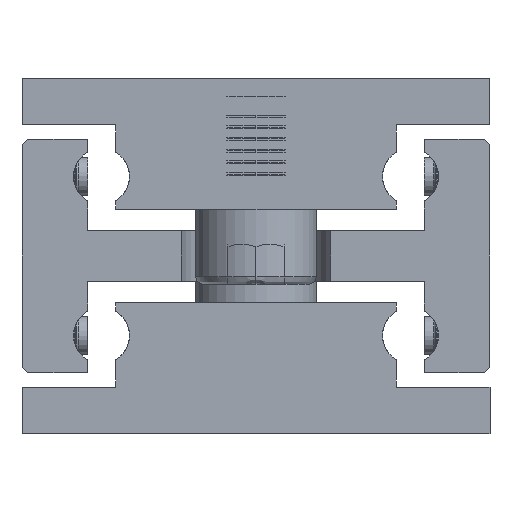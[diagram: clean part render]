
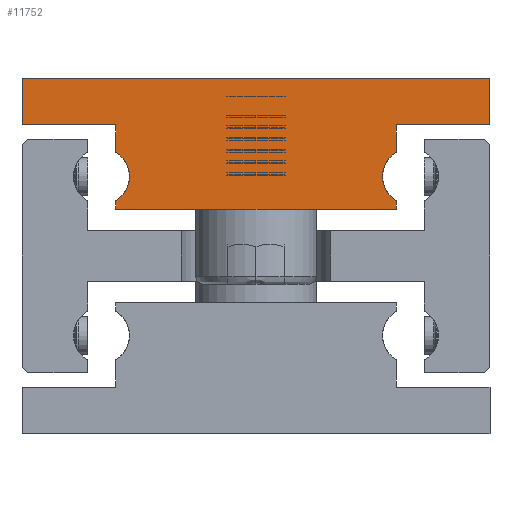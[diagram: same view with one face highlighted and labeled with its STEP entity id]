
A CAD part, front view. The second image highlights one B-rep face of the part: STEP entity #11752.
In plain terms, the highlighted planar face has unit normal (0, -1, 0).
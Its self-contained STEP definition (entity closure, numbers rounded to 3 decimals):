
#11289=CARTESIAN_POINT('',(15.0,-575.0,2.598));
#11290=VERTEX_POINT('',#11289);
#11297=CARTESIAN_POINT('',(13.5,-575.0,0.));
#11298=VERTEX_POINT('',#11297);
#11299=CARTESIAN_POINT('',(16.5,-575.0,0.0));
#11300=DIRECTION('',(0.0,1.0,0.0));
#11301=DIRECTION('',(1.0,0.0,0.0));
#11302=AXIS2_PLACEMENT_3D('',#11299,#11300,#11301);
#11303=CIRCLE('',#11302,3.0);
#11304=EDGE_CURVE('',#11298,#11290,#11303,.T.);
#11342=CARTESIAN_POINT('',(-13.5,-575.0,0.));
#11343=VERTEX_POINT('',#11342);
#11350=CARTESIAN_POINT('',(-15.0,-575.0,2.598));
#11351=VERTEX_POINT('',#11350);
#11352=CARTESIAN_POINT('',(-16.5,-575.0,0.0));
#11353=DIRECTION('',(0.0,1.0,0.0));
#11354=DIRECTION('',(1.0,0.0,0.0));
#11355=AXIS2_PLACEMENT_3D('',#11352,#11353,#11354);
#11356=CIRCLE('',#11355,3.0);
#11357=EDGE_CURVE('',#11351,#11343,#11356,.T.);
#11641=CARTESIAN_POINT('',(0.,-575.0,4.906));
#11642=DIRECTION('',(0.0,1.0,0.0));
#11643=DIRECTION('',(0.0,0.0,1.0));
#11644=AXIS2_PLACEMENT_3D('',#11641,#11642,#11643);
#11645=PLANE('',#11644);
#11646=CARTESIAN_POINT('',(15.0,-575.0,-2.598));
#11647=VERTEX_POINT('',#11646);
#11648=CARTESIAN_POINT('',(16.5,-575.0,0.0));
#11649=DIRECTION('',(0.0,1.0,0.0));
#11650=DIRECTION('',(1.0,0.0,0.0));
#11651=AXIS2_PLACEMENT_3D('',#11648,#11649,#11650);
#11652=CIRCLE('',#11651,3.0);
#11653=EDGE_CURVE('',#11647,#11298,#11652,.T.);
#11654=ORIENTED_EDGE('',*,*,#11653,.T.);
#11655=ORIENTED_EDGE('',*,*,#11304,.T.);
#11656=CARTESIAN_POINT('',(15.0,-575.0,5.5));
#11657=VERTEX_POINT('',#11656);
#11658=CARTESIAN_POINT('',(15.0,-575.0,5.5));
#11659=DIRECTION('',(0.0,0.0,-1.0));
#11660=VECTOR('',#11659,2.902);
#11661=LINE('',#11658,#11660);
#11662=EDGE_CURVE('',#11657,#11290,#11661,.T.);
#11663=ORIENTED_EDGE('',*,*,#11662,.F.);
#11664=CARTESIAN_POINT('',(25.,-575.0,5.5));
#11665=VERTEX_POINT('',#11664);
#11666=CARTESIAN_POINT('',(25.,-575.0,5.5));
#11667=DIRECTION('',(-1.0,0.0,0.0));
#11668=VECTOR('',#11667,10.);
#11669=LINE('',#11666,#11668);
#11670=EDGE_CURVE('',#11665,#11657,#11669,.T.);
#11671=ORIENTED_EDGE('',*,*,#11670,.F.);
#11672=CARTESIAN_POINT('',(25.,-575.0,10.5));
#11673=VERTEX_POINT('',#11672);
#11674=CARTESIAN_POINT('',(25.,-575.0,10.5));
#11675=DIRECTION('',(0.0,0.0,-1.0));
#11676=VECTOR('',#11675,5.);
#11677=LINE('',#11674,#11676);
#11678=EDGE_CURVE('',#11673,#11665,#11677,.T.);
#11679=ORIENTED_EDGE('',*,*,#11678,.F.);
#11680=CARTESIAN_POINT('',(-25.,-575.0,10.5));
#11681=VERTEX_POINT('',#11680);
#11682=CARTESIAN_POINT('',(-25.,-575.0,10.5));
#11683=DIRECTION('',(1.0,0.0,0.0));
#11684=VECTOR('',#11683,50.);
#11685=LINE('',#11682,#11684);
#11686=EDGE_CURVE('',#11681,#11673,#11685,.T.);
#11687=ORIENTED_EDGE('',*,*,#11686,.F.);
#11688=CARTESIAN_POINT('',(-25.,-575.0,5.5));
#11689=VERTEX_POINT('',#11688);
#11690=CARTESIAN_POINT('',(-25.,-575.0,5.5));
#11691=DIRECTION('',(0.0,0.0,1.0));
#11692=VECTOR('',#11691,5.0);
#11693=LINE('',#11690,#11692);
#11694=EDGE_CURVE('',#11689,#11681,#11693,.T.);
#11695=ORIENTED_EDGE('',*,*,#11694,.F.);
#11696=CARTESIAN_POINT('',(-15.,-575.0,5.5));
#11697=VERTEX_POINT('',#11696);
#11698=CARTESIAN_POINT('',(-15.,-575.0,5.5));
#11699=DIRECTION('',(-1.0,0.0,0.0));
#11700=VECTOR('',#11699,10.0);
#11701=LINE('',#11698,#11700);
#11702=EDGE_CURVE('',#11697,#11689,#11701,.T.);
#11703=ORIENTED_EDGE('',*,*,#11702,.F.);
#11704=CARTESIAN_POINT('',(-15.0,-575.0,2.598));
#11705=DIRECTION('',(0.0,0.0,1.0));
#11706=VECTOR('',#11705,2.902);
#11707=LINE('',#11704,#11706);
#11708=EDGE_CURVE('',#11351,#11697,#11707,.T.);
#11709=ORIENTED_EDGE('',*,*,#11708,.F.);
#11710=ORIENTED_EDGE('',*,*,#11357,.T.);
#11711=CARTESIAN_POINT('',(-15.0,-575.0,-2.598));
#11712=VERTEX_POINT('',#11711);
#11713=CARTESIAN_POINT('',(-16.5,-575.0,0.0));
#11714=DIRECTION('',(0.0,1.0,0.0));
#11715=DIRECTION('',(1.0,0.0,0.0));
#11716=AXIS2_PLACEMENT_3D('',#11713,#11714,#11715);
#11717=CIRCLE('',#11716,3.0);
#11718=EDGE_CURVE('',#11343,#11712,#11717,.T.);
#11719=ORIENTED_EDGE('',*,*,#11718,.T.);
#11720=CARTESIAN_POINT('',(-15.0,-575.0,-3.5));
#11721=VERTEX_POINT('',#11720);
#11722=CARTESIAN_POINT('',(-15.0,-575.0,-3.5));
#11723=DIRECTION('',(0.0,0.0,1.0));
#11724=VECTOR('',#11723,0.902);
#11725=LINE('',#11722,#11724);
#11726=EDGE_CURVE('',#11721,#11712,#11725,.T.);
#11727=ORIENTED_EDGE('',*,*,#11726,.F.);
#11728=CARTESIAN_POINT('',(0.,-575.0,-3.5));
#11729=VERTEX_POINT('',#11728);
#11730=CARTESIAN_POINT('',(0.,-575.0,-3.5));
#11731=DIRECTION('',(-1.0,0.0,0.0));
#11732=VECTOR('',#11731,15.0);
#11733=LINE('',#11730,#11732);
#11734=EDGE_CURVE('',#11729,#11721,#11733,.T.);
#11735=ORIENTED_EDGE('',*,*,#11734,.F.);
#11736=CARTESIAN_POINT('',(15.0,-575.0,-3.5));
#11737=VERTEX_POINT('',#11736);
#11738=CARTESIAN_POINT('',(15.0,-575.0,-3.5));
#11739=DIRECTION('',(-1.0,0.0,0.0));
#11740=VECTOR('',#11739,15.0);
#11741=LINE('',#11738,#11740);
#11742=EDGE_CURVE('',#11737,#11729,#11741,.T.);
#11743=ORIENTED_EDGE('',*,*,#11742,.F.);
#11744=CARTESIAN_POINT('',(15.0,-575.0,-2.598));
#11745=DIRECTION('',(0.0,0.0,-1.0));
#11746=VECTOR('',#11745,0.902);
#11747=LINE('',#11744,#11746);
#11748=EDGE_CURVE('',#11647,#11737,#11747,.T.);
#11749=ORIENTED_EDGE('',*,*,#11748,.F.);
#11750=EDGE_LOOP('',(#11654,#11655,#11663,#11671,#11679,#11687,#11695,#11703,#11709,#11710,#11719,#11727,#11735,#11743,#11749));
#11751=FACE_OUTER_BOUND('',#11750,.T.);
#11752=ADVANCED_FACE('',(#11751),#11645,.F.);
